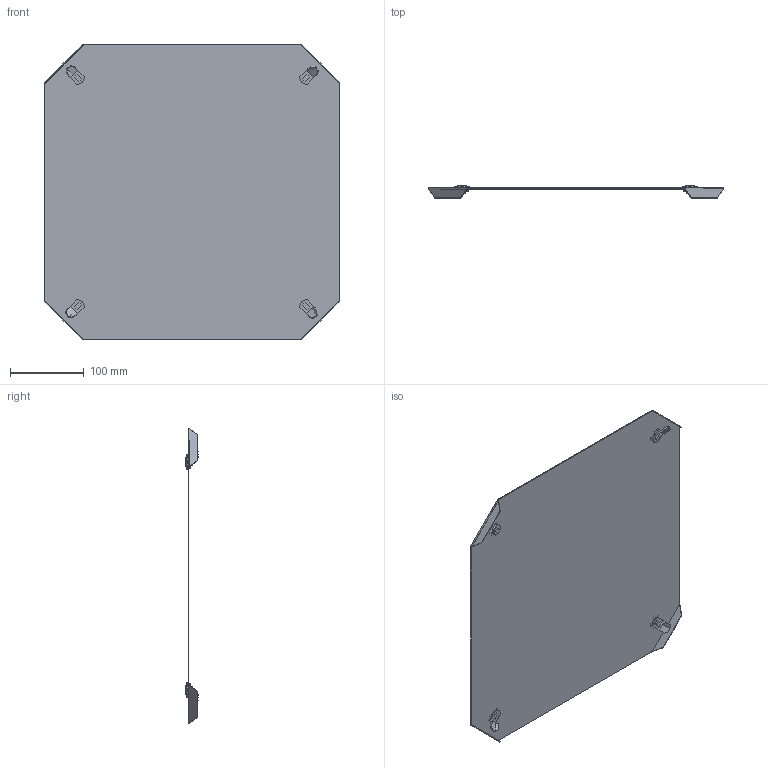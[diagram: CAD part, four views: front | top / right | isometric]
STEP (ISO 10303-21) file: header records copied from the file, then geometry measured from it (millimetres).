
FILE_DESCRIPTION (( 'STEP AP214' ), '1' );
FILE_NAME ('7128657.stp', '2019-06-14T07:27:49', ( '' ), ( '' ), 'SwSTEP 2.0', 'SolidWorks 2018', '' );
FILE_SCHEMA (( 'AUTOMOTIVE_DESIGN' ));
Length unit declared in the file: millimetre
Products named in the file (5): KTS 08.041-110_NB=300 FS, DD; KTS 08.080-022_Standard; 7128657; KTS 08.082-005_Standard; KTS 08.081-003_Standard
Assembly tree (7 placements, depth 3):
  7128657
    KTS 08.041-110_NB=300 FS, DD
    KTS 08.080-022_Standard  x4
      KTS 08.082-005_Standard
      KTS 08.081-003_Standard
Bounding box: 401.33 x 16.98 x 401.33 mm (x, y, z)
Volume: 165107.3 mm3; surface area: 324231.1 mm2
Topology: 9 solids, 9 shells, 223 faces, 551 edges, 358 vertices
Faces by surface type: plane 130, cylinder 57, bspline 20, torus 16
Entity records: 3252 total; most frequent: CARTESIAN_POINT 998, ORIENTED_EDGE 454, DIRECTION 391, EDGE_CURVE 227, VERTEX_POINT 148, AXIS2_PLACEMENT_3D 134, LINE 123, VECTOR 123
